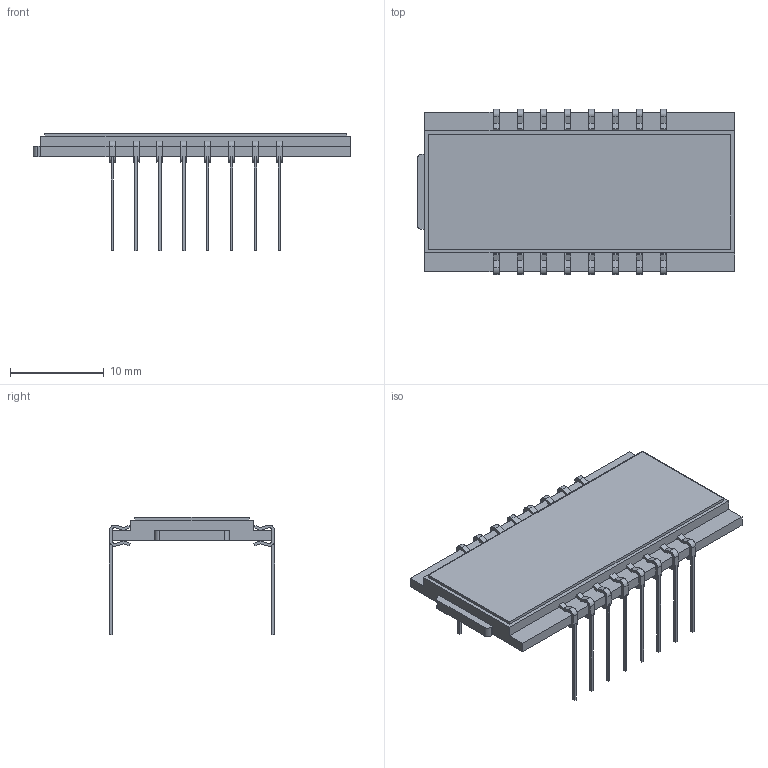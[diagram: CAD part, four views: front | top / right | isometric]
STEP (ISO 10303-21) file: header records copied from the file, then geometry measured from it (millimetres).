
FILE_DESCRIPTION (( 'STEP AP214' ), '1' );
FILE_NAME ('HXT10811RPB.STEP', '2022-12-12T14:05:23', ( 'Zhukovsky' ), ( '' ), 'SwSTEP 2.0', 'SolidWorks 2017', '' );
FILE_SCHEMA (( 'AUTOMOTIVE_DESIGN' ));
Length unit declared in the file: millimetre
Products named in the file (1): HXT10811RPB
Bounding box: 33.8 x 17.59 x 12.5 mm (x, y, z)
Volume: 922.1 mm3; surface area: 2434 mm2
Topology: 19 solids, 20 shells, 758 faces, 2010 edges, 1340 vertices
Faces by surface type: plane 544, cylinder 214
Entity records: 31641 total; most frequent: CARTESIAN_POINT 4109, ORIENTED_EDGE 4020, DIRECTION 3984, EDGE_CURVE 2010, VECTOR 1554, LINE 1554, VERTEX_POINT 1340, AXIS2_PLACEMENT_3D 1215
